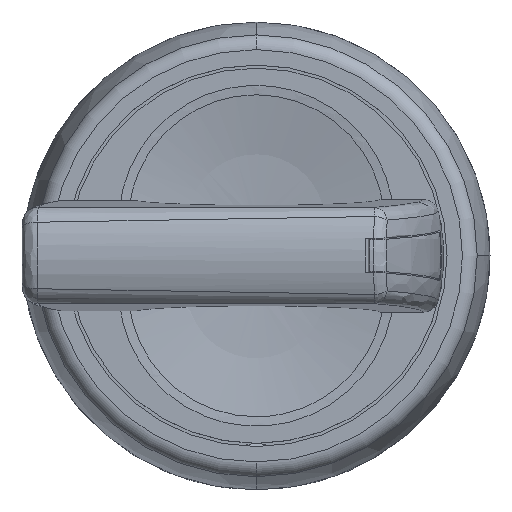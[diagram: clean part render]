
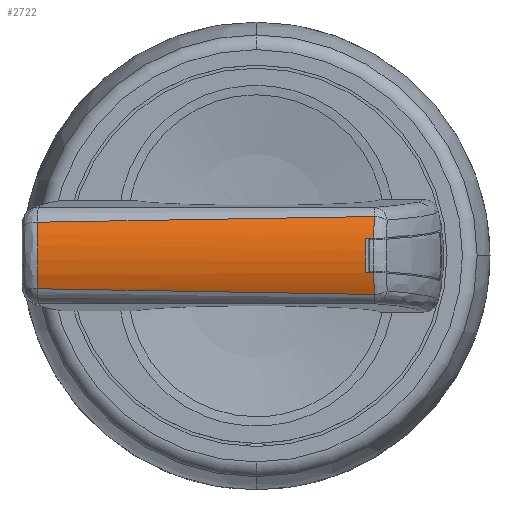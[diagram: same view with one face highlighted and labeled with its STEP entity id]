
A CAD part, top view. The second image highlights one B-rep face of the part: STEP entity #2722.
In plain terms, the highlighted cylindrical face has radius 6 mm (diameter 12 mm), a partial arc.
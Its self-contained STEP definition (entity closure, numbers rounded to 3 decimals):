
#2722=ADVANCED_FACE('Solide.3 (  de JELE 11916 : issu de *SOL4 - wsp *MASTER -  ) ( Brep de *SOL4 )',(#5968),#5969,.T.);
#5968=FACE_OUTER_BOUND('',#14174,.T.);
#5969=CYLINDRICAL_SURFACE('',#14175,6.0);
#14174=EDGE_LOOP('',(#25683,#25684,#25685,#25686,#25687,#25688,#25689,#25690));
#14175=AXIS2_PLACEMENT_3D('',#25691,#25692,#25693);
#25683=ORIENTED_EDGE('',*,*,#32525,.F.);
#25684=ORIENTED_EDGE('',*,*,#31326,.T.);
#25685=ORIENTED_EDGE('',*,*,#31496,.F.);
#25686=ORIENTED_EDGE('',*,*,#34087,.T.);
#25687=ORIENTED_EDGE('',*,*,#33125,.F.);
#25688=ORIENTED_EDGE('',*,*,#31511,.F.);
#25689=ORIENTED_EDGE('',*,*,#34088,.F.);
#25690=ORIENTED_EDGE('',*,*,#33588,.T.);
#25691=CARTESIAN_POINT('',(-20.0,0.0,38.4));
#25692=DIRECTION('',(-1.0,0.0,0.0));
#25693=DIRECTION('',(0.0,0.508,0.862));
#31326=EDGE_CURVE('',#36513,#36511,#36514,.T.);
#31496=EDGE_CURVE('',#36811,#36511,#36813,.T.);
#31511=EDGE_CURVE('',#36836,#36838,#36839,.T.);
#32525=EDGE_CURVE('',#36513,#38515,#38516,.T.);
#33125=EDGE_CURVE('',#36838,#39417,#39418,.T.);
#33588=EDGE_CURVE('',#40095,#38515,#40096,.T.);
#34087=EDGE_CURVE('',#36811,#39417,#40750,.T.);
#34088=EDGE_CURVE('',#40095,#36836,#40751,.T.);
#36511=VERTEX_POINT('',#44278);
#36513=VERTEX_POINT('',#44285);
#36514=B_SPLINE_CURVE_WITH_KNOTS('',5,(#44286,#44287,#44288,#44289,#44290,#44291),.UNSPECIFIED.,.F.,.F.,(6,6),(0.0,21.542),.UNSPECIFIED.);
#36811=VERTEX_POINT('',#44879);
#36813=B_SPLINE_CURVE_WITH_KNOTS('',4,(#44886,#44887,#44888,#44889,#44890),.UNSPECIFIED.,.F.,.F.,(5,5),(0.0,4.351),.UNSPECIFIED.);
#36836=VERTEX_POINT('',#44948);
#36838=VERTEX_POINT('',#44951);
#36839=LINE('',#44952,#44953);
#38515=VERTEX_POINT('',#48086);
#38516=B_SPLINE_CURVE_WITH_KNOTS('',3,(#48087,#48088,#48089,#48090),.UNSPECIFIED.,.F.,.F.,(4,4),(0.0,1.463),.UNSPECIFIED.);
#39417=VERTEX_POINT('',#49819);
#39418=B_SPLINE_CURVE_WITH_KNOTS('',3,(#49820,#49821,#49822,#49823),.UNSPECIFIED.,.F.,.F.,(4,4),(0.0,1.463),.UNSPECIFIED.);
#40095=VERTEX_POINT('',#51172);
#40096=LINE('',#51173,#51174);
#40750=B_SPLINE_CURVE_WITH_KNOTS('',5,(#52572,#52573,#52574,#52575,#52576,#52577),.UNSPECIFIED.,.F.,.F.,(6,6),(0.0,21.542),.UNSPECIFIED.);
#40751=CIRCLE('',#52578,6.0);
#44278=CARTESIAN_POINT('',(-13.973,2.128,44.01));
#44285=CARTESIAN_POINT('',(7.565,2.492,43.858));
#44286=CARTESIAN_POINT('',(7.565,2.492,43.858));
#44287=CARTESIAN_POINT('',(3.256,2.483,43.862));
#44288=CARTESIAN_POINT('',(-1.052,2.395,43.903));
#44289=CARTESIAN_POINT('',(-5.357,2.265,43.959));
#44290=CARTESIAN_POINT('',(-9.665,2.147,44.003));
#44291=CARTESIAN_POINT('',(-13.973,2.128,44.01));
#44879=CARTESIAN_POINT('',(-13.973,-2.128,44.01));
#44886=CARTESIAN_POINT('',(-13.973,-2.128,44.01));
#44887=CARTESIAN_POINT('',(-13.986,-1.111,44.396));
#44888=CARTESIAN_POINT('',(-13.987,0.,44.536));
#44889=CARTESIAN_POINT('',(-13.986,1.111,44.396));
#44890=CARTESIAN_POINT('',(-13.973,2.128,44.01));
#44948=CARTESIAN_POINT('',(7.,-1.102,44.298));
#44951=CARTESIAN_POINT('',(7.505,-1.102,44.298));
#44952=CARTESIAN_POINT('',(0.,-1.102,44.298));
#44953=VECTOR('',#56371,1.0);
#48086=CARTESIAN_POINT('',(7.505,1.102,44.298));
#48087=CARTESIAN_POINT('',(7.565,2.492,43.858));
#48088=CARTESIAN_POINT('',(7.536,2.049,44.06));
#48089=CARTESIAN_POINT('',(7.517,1.581,44.208));
#48090=CARTESIAN_POINT('',(7.505,1.102,44.298));
#49819=CARTESIAN_POINT('',(7.565,-2.492,43.858));
#49820=CARTESIAN_POINT('',(7.505,-1.102,44.298));
#49821=CARTESIAN_POINT('',(7.517,-1.581,44.208));
#49822=CARTESIAN_POINT('',(7.536,-2.049,44.06));
#49823=CARTESIAN_POINT('',(7.565,-2.492,43.858));
#51172=CARTESIAN_POINT('',(7.,1.102,44.298));
#51173=CARTESIAN_POINT('',(0.,1.102,44.298));
#51174=VECTOR('',#58408,1.0);
#52572=CARTESIAN_POINT('',(-13.973,-2.128,44.01));
#52573=CARTESIAN_POINT('',(-9.665,-2.147,44.003));
#52574=CARTESIAN_POINT('',(-5.357,-2.265,43.959));
#52575=CARTESIAN_POINT('',(-1.052,-2.395,43.903));
#52576=CARTESIAN_POINT('',(3.256,-2.483,43.862));
#52577=CARTESIAN_POINT('',(7.565,-2.492,43.858));
#52578=AXIS2_PLACEMENT_3D('',#58826,#58827,#58828);
#56371=DIRECTION('',(1.0,0.0,0.0));
#58408=DIRECTION('',(1.0,0.0,0.0));
#58826=CARTESIAN_POINT('',(7.,0.0,38.4));
#58827=DIRECTION('',(1.0,0.0,0.0));
#58828=DIRECTION('',(0.0,0.508,0.862));
